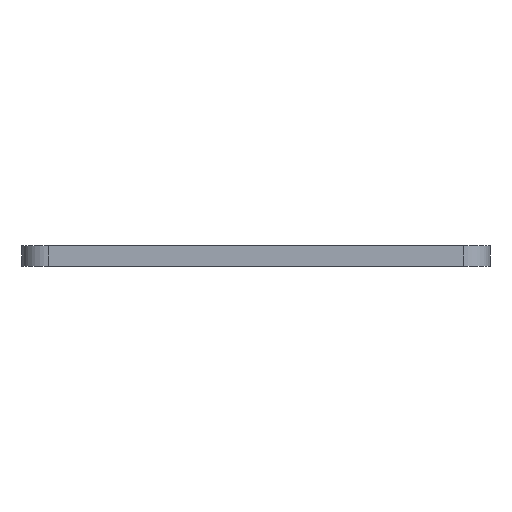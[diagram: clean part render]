
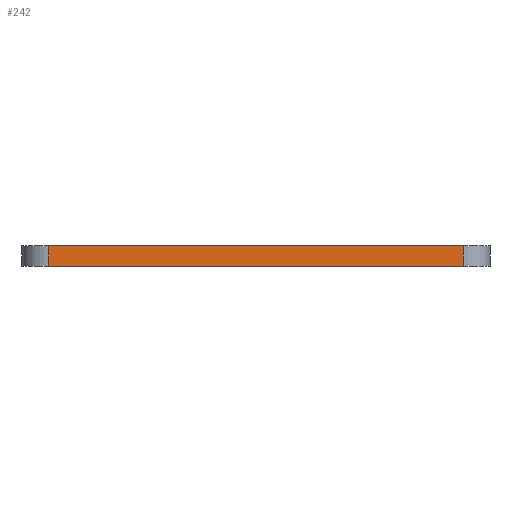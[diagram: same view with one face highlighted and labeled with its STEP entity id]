
A CAD part, front view. The second image highlights one B-rep face of the part: STEP entity #242.
In plain terms, the highlighted planar face has unit normal (0, -1, 0).
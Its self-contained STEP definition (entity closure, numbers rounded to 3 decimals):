
#28 = DIRECTION ( 'NONE',  ( 0., 0., 1. ) ) ;
#37 = CARTESIAN_POINT ( 'NONE',  ( 15.5, -27.488, 1.5 ) ) ;
#59 = DIRECTION ( 'NONE',  ( 1., 0., 0. ) ) ;
#73 = VERTEX_POINT ( 'NONE', #1100 ) ;
#155 = VERTEX_POINT ( 'NONE', #1671 ) ;
#242 = ADVANCED_FACE ( 'NONE', ( #663 ), #708, .F. ) ;
#448 = EDGE_CURVE ( 'NONE', #1422, #73, #1552, .T. ) ;
#534 = LINE ( 'NONE', #37, #1054 ) ;
#552 = CARTESIAN_POINT ( 'NONE',  ( 15.5, -27.488, 1.5 ) ) ;
#624 = VECTOR ( 'NONE', #954, 1000. ) ;
#663 = FACE_OUTER_BOUND ( 'NONE', #694, .T. ) ;
#694 = EDGE_LOOP ( 'NONE', ( #1003, #1483, #1383, #1205 ) ) ;
#708 = PLANE ( 'NONE',  #1787 ) ;
#812 = EDGE_CURVE ( 'NONE', #155, #948, #534, .T. ) ;
#850 = DIRECTION ( 'NONE',  ( 0., 1., 0. ) ) ;
#857 = CARTESIAN_POINT ( 'NONE',  ( 15.5, -27.488, 1.5 ) ) ;
#936 = VECTOR ( 'NONE', #1095, 1000. ) ;
#948 = VERTEX_POINT ( 'NONE', #1282 ) ;
#954 = DIRECTION ( 'NONE',  ( 0., 0., -1. ) ) ;
#1003 = ORIENTED_EDGE ( 'NONE', *, *, #448, .T. ) ;
#1054 = VECTOR ( 'NONE', #59, 1000. ) ;
#1095 = DIRECTION ( 'NONE',  ( 0., 0., -1. ) ) ;
#1100 = CARTESIAN_POINT ( 'NONE',  ( 15.5, -27.488, 0. ) ) ;
#1115 = LINE ( 'NONE', #1529, #624 ) ;
#1140 = EDGE_CURVE ( 'NONE', #155, #1422, #1115, .T. ) ;
#1172 = LINE ( 'NONE', #552, #936 ) ;
#1205 = ORIENTED_EDGE ( 'NONE', *, *, #1140, .T. ) ;
#1282 = CARTESIAN_POINT ( 'NONE',  ( 15.5, -27.488, 1.5 ) ) ;
#1326 = VECTOR ( 'NONE', #1746, 1000. ) ;
#1367 = CARTESIAN_POINT ( 'NONE',  ( -15.5, -27.488, 0. ) ) ;
#1383 = ORIENTED_EDGE ( 'NONE', *, *, #812, .F. ) ;
#1422 = VERTEX_POINT ( 'NONE', #1367 ) ;
#1436 = CARTESIAN_POINT ( 'NONE',  ( 15.5, -27.488, 0. ) ) ;
#1483 = ORIENTED_EDGE ( 'NONE', *, *, #1767, .F. ) ;
#1529 = CARTESIAN_POINT ( 'NONE',  ( -15.5, -27.488, 1.5 ) ) ;
#1552 = LINE ( 'NONE', #1436, #1326 ) ;
#1671 = CARTESIAN_POINT ( 'NONE',  ( -15.5, -27.488, 1.5 ) ) ;
#1746 = DIRECTION ( 'NONE',  ( 1., 0., 0. ) ) ;
#1767 = EDGE_CURVE ( 'NONE', #948, #73, #1172, .T. ) ;
#1787 = AXIS2_PLACEMENT_3D ( 'NONE', #857, #850, #28 ) ;
